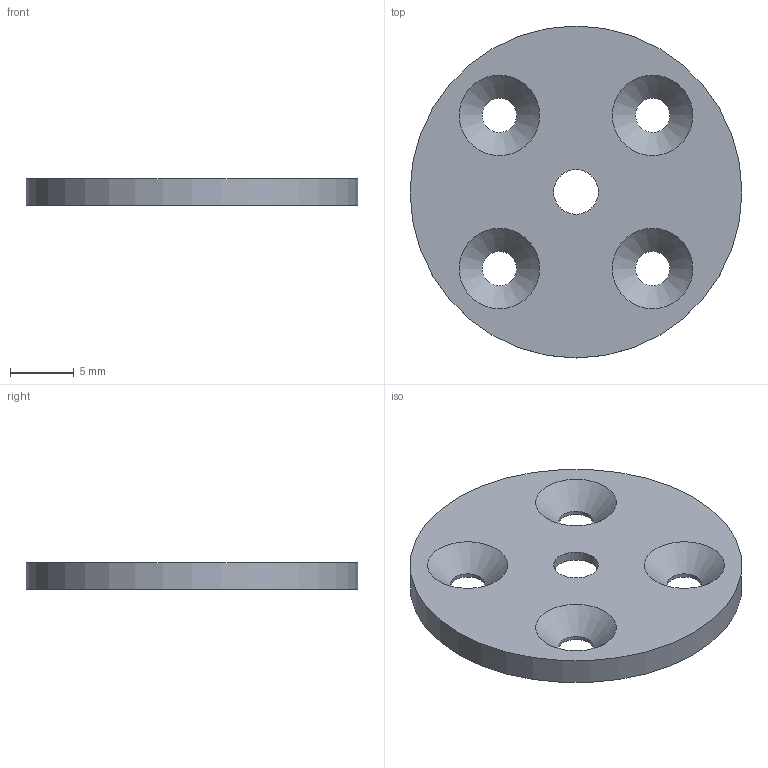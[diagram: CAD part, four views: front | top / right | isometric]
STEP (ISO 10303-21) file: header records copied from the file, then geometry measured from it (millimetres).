
FILE_DESCRIPTION(('FreeCAD Model'),'2;1');
FILE_NAME('Lid.step','2018-03-20T16:11:32',('Author'),(''), 'Open CASCADE STEP processor 6.9','FreeCAD','Unknown');
FILE_SCHEMA(('AUTOMOTIVE_DESIGN_CC2 { 1 2 10303 214 -1 1 5 4 }'));
Length unit declared in the file: millimetre
Products named in the file (2): ASSEMBLY; LidFit
Assembly tree (1 placements, depth 2):
  ASSEMBLY
    LidFit
Bounding box: 26 x 26 x 2.1 mm (x, y, z)
Volume: 912.4 mm3; surface area: 1262.9 mm2
Topology: 1 solids, 1 shells, 14 faces, 30 edges, 19 vertices
Faces by surface type: cylinder 7, cone 4, plane 3
Full cylindrical faces by diameter (mm): 2.7 x4, 3.5 x1, 8 x1, 26 x1
Entity records: 853 total; most frequent: CARTESIAN_POINT 155, DIRECTION 136, ORIENTED_EDGE 60, PCURVE 60, DEFINITIONAL_REPRESENTATION 60, LINE 56, VECTOR 56, AXIS2_PLACEMENT_3D 35
